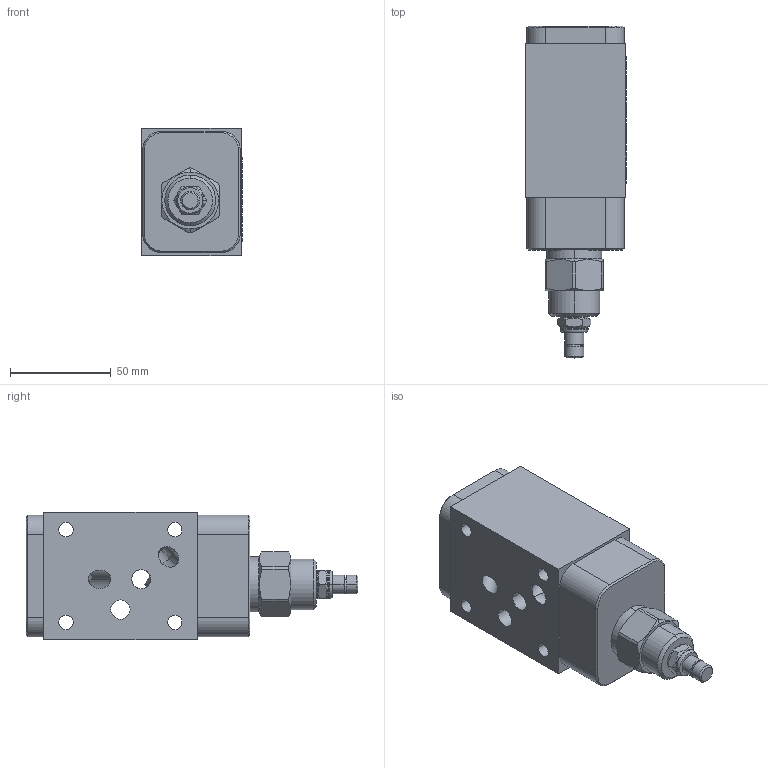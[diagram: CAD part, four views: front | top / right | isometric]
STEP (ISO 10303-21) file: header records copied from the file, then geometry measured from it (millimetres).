
FILE_DESCRIPTION((''),'2;1');
FILE_NAME('MANIFOLD_STP1_ASM','2008-01-08T',('Administrator'),(''),'PRO/ENGINEER BY PARAMETRIC TECHNOLOGY CORPORATION, 2006240','PRO/ENGINEER BY PARAMETRIC TECHNOLOGY CORPORATION, 2006240','');
FILE_SCHEMA(('CONFIG_CONTROL_DESIGN'));
Length unit declared in the file: inch
Products named in the file (3): 150029F; RPGCLAN-CB2-S_CART; MANIFOLD_STP1_ASM
Assembly tree (2 placements, depth 2):
  MANIFOLD_STP1_ASM
    150029F
    RPGCLAN-CB2-S_CART
Bounding box: 49.76 x 164.69 x 63.5 mm (x, y, z)
Surface area: 71092.7 mm2 (no closed solid volume)
Topology: 0 solids, 17 shells, 545 faces, 1289 edges, 792 vertices
Faces by surface type: cylinder 232, cone 111, plane 106, torus 88, sphere 4, bspline 4
Entity records: 18049 total; most frequent: CARTESIAN_POINT 5150, DIRECTION 2917, ORIENTED_EDGE 2522, EDGE_CURVE 1271, AXIS2_PLACEMENT_3D 1250, VERTEX_POINT 792, CIRCLE 704, EDGE_LOOP 636
